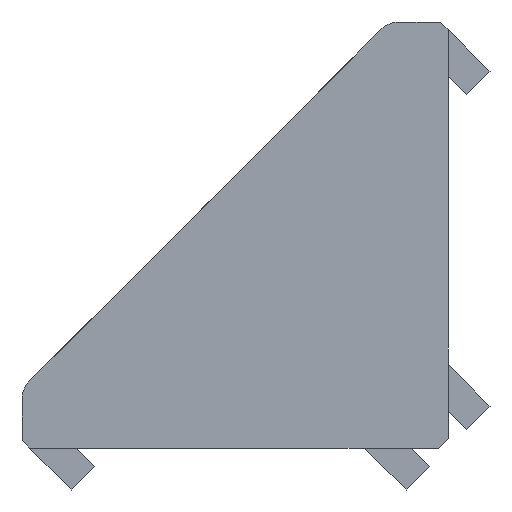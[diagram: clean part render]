
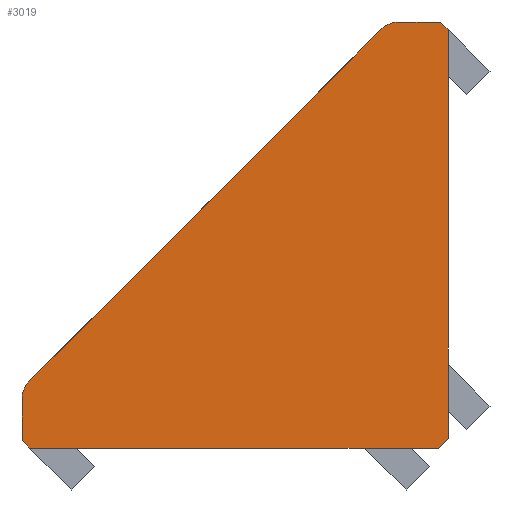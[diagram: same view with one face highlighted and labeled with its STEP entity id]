
A CAD part, left-side view. The second image highlights one B-rep face of the part: STEP entity #3019.
In plain terms, the highlighted planar face has unit normal (-1, 0, 0).
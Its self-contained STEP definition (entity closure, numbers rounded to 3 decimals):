
#451=CARTESIAN_POINT('',(-9.0,17.707,2.799));
#452=VERTEX_POINT('',#451);
#453=CARTESIAN_POINT('',(-9.0,2.799,17.707));
#454=VERTEX_POINT('',#453);
#455=CARTESIAN_POINT('',(-9.0,17.707,2.799));
#456=DIRECTION('',(0.0,-0.707,0.707));
#457=VECTOR('',#456,21.083);
#458=LINE('',#455,#457);
#459=EDGE_CURVE('',#452,#454,#458,.T.);
#2255=CARTESIAN_POINT('',(-9.0,0.0,17.678));
#2256=VERTEX_POINT('',#2255);
#2263=CARTESIAN_POINT('',(-9.0,0.0,0.424));
#2264=VERTEX_POINT('',#2263);
#2265=CARTESIAN_POINT('',(-9.0,0.0,17.678));
#2266=DIRECTION('',(0.0,0.0,-1.0));
#2267=VECTOR('',#2266,17.253);
#2268=LINE('',#2265,#2267);
#2269=EDGE_CURVE('',#2256,#2264,#2268,.T.);
#2501=CARTESIAN_POINT('',(-9.0,0.424,0.0));
#2502=VERTEX_POINT('',#2501);
#2509=CARTESIAN_POINT('',(-9.0,17.678,0.0));
#2510=VERTEX_POINT('',#2509);
#2511=CARTESIAN_POINT('',(-9.0,0.424,0.0));
#2512=DIRECTION('',(0.0,1.0,0.0));
#2513=VECTOR('',#2512,17.253);
#2514=LINE('',#2511,#2513);
#2515=EDGE_CURVE('',#2502,#2510,#2514,.T.);
#2563=CARTESIAN_POINT('',(-9.0,0.0,0.424));
#2564=DIRECTION('',(0.0,0.707,-0.707));
#2565=VECTOR('',#2564,0.6);
#2566=LINE('',#2563,#2565);
#2567=EDGE_CURVE('',#2264,#2502,#2566,.T.);
#2823=CARTESIAN_POINT('',(-9.0,18.0,0.322));
#2824=VERTEX_POINT('',#2823);
#2825=CARTESIAN_POINT('',(-9.0,17.678,0.0));
#2826=DIRECTION('',(0.0,0.707,0.707));
#2827=VECTOR('',#2826,0.456);
#2828=LINE('',#2825,#2827);
#2829=EDGE_CURVE('',#2510,#2824,#2828,.T.);
#2860=CARTESIAN_POINT('',(-9.0,18.0,2.092));
#2861=VERTEX_POINT('',#2860);
#2862=CARTESIAN_POINT('',(-9.0,18.0,0.322));
#2863=DIRECTION('',(0.0,0.0,1.0));
#2864=VECTOR('',#2863,1.77);
#2865=LINE('',#2862,#2864);
#2866=EDGE_CURVE('',#2824,#2861,#2865,.T.);
#2891=CARTESIAN_POINT('',(-9.0,17.0,2.092));
#2892=DIRECTION('',(1.0,0.0,0.0));
#2893=DIRECTION('',(0.0,1.0,0.0));
#2894=AXIS2_PLACEMENT_3D('',#2891,#2892,#2893);
#2895=CIRCLE('',#2894,1.);
#2896=EDGE_CURVE('',#2861,#452,#2895,.T.);
#2915=CARTESIAN_POINT('',(-9.0,2.092,18.0));
#2916=VERTEX_POINT('',#2915);
#2917=CARTESIAN_POINT('',(-9.0,2.092,17.0));
#2918=DIRECTION('',(1.0,0.0,0.0));
#2919=DIRECTION('',(0.0,0.707,0.707));
#2920=AXIS2_PLACEMENT_3D('',#2917,#2918,#2919);
#2921=CIRCLE('',#2920,1.);
#2922=EDGE_CURVE('',#454,#2916,#2921,.T.);
#2948=CARTESIAN_POINT('',(-9.0,0.322,18.0));
#2949=VERTEX_POINT('',#2948);
#2950=CARTESIAN_POINT('',(-9.0,2.092,18.0));
#2951=DIRECTION('',(0.0,-1.0,0.0));
#2952=VECTOR('',#2951,1.77);
#2953=LINE('',#2950,#2952);
#2954=EDGE_CURVE('',#2916,#2949,#2953,.T.);
#2979=CARTESIAN_POINT('',(-9.0,0.322,18.0));
#2980=DIRECTION('',(0.0,-0.707,-0.707));
#2981=VECTOR('',#2980,0.456);
#2982=LINE('',#2979,#2981);
#2983=EDGE_CURVE('',#2949,#2256,#2982,.T.);
#3002=CARTESIAN_POINT('',(-9.0,0.0,0.0));
#3003=DIRECTION('',(1.0,0.0,0.0));
#3004=DIRECTION('',(0.0,0.0,-1.0));
#3005=AXIS2_PLACEMENT_3D('',#3002,#3003,#3004);
#3006=PLANE('',#3005);
#3007=ORIENTED_EDGE('',*,*,#2269,.F.);
#3008=ORIENTED_EDGE('',*,*,#2983,.F.);
#3009=ORIENTED_EDGE('',*,*,#2954,.F.);
#3010=ORIENTED_EDGE('',*,*,#2922,.F.);
#3011=ORIENTED_EDGE('',*,*,#459,.F.);
#3012=ORIENTED_EDGE('',*,*,#2896,.F.);
#3013=ORIENTED_EDGE('',*,*,#2866,.F.);
#3014=ORIENTED_EDGE('',*,*,#2829,.F.);
#3015=ORIENTED_EDGE('',*,*,#2515,.F.);
#3016=ORIENTED_EDGE('',*,*,#2567,.F.);
#3017=EDGE_LOOP('',(#3007,#3008,#3009,#3010,#3011,#3012,#3013,#3014,#3015,#3016));
#3018=FACE_OUTER_BOUND('',#3017,.T.);
#3019=ADVANCED_FACE('',(#3018),#3006,.F.);
